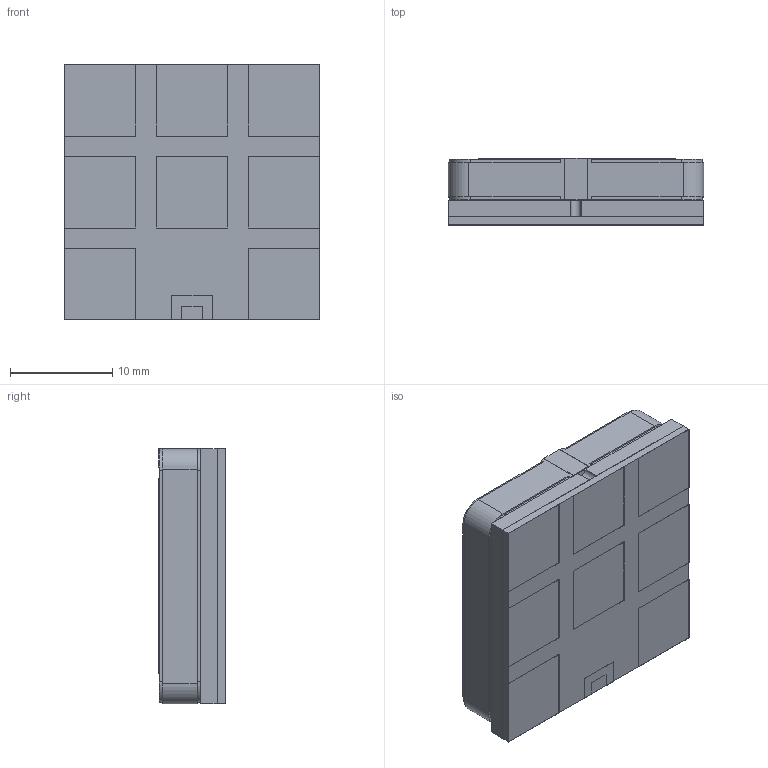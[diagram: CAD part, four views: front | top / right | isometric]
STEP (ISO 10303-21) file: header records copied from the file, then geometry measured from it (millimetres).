
FILE_DESCRIPTION (( 'STEP AP214' ), '1' );
FILE_NAME ('ASGGB254.A_web.STEP', '2022-03-14T14:26:52', ( '' ), ( '' ), 'SwSTEP 2.0', 'SolidWorks 2018', '' );
FILE_SCHEMA (( 'AUTOMOTIVE_DESIGN' ));
Length unit declared in the file: millimetre
Products named in the file (1): ASGGB254.A_web
Bounding box: 25 x 6.53 x 25.05 mm (x, y, z)
Surface area: 3554.1 mm2 (no closed solid volume)
Topology: 0 solids, 16 shells, 312 faces, 1206 edges, 875 vertices
Faces by surface type: plane 227, bspline 68, cylinder 17
Entity records: 18549 total; most frequent: CARTESIAN_POINT 5828, ORIENTED_EDGE 1889, DIRECTION 1538, EDGE_CURVE 1206, VERTEX_POINT 875, LINE 848, VECTOR 848, EDGE_LOOP 358
